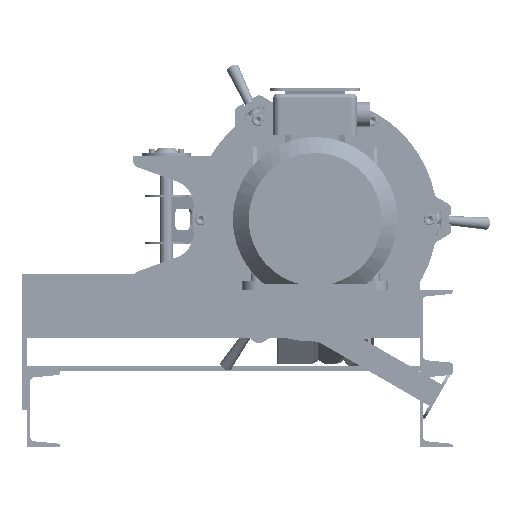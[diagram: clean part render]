
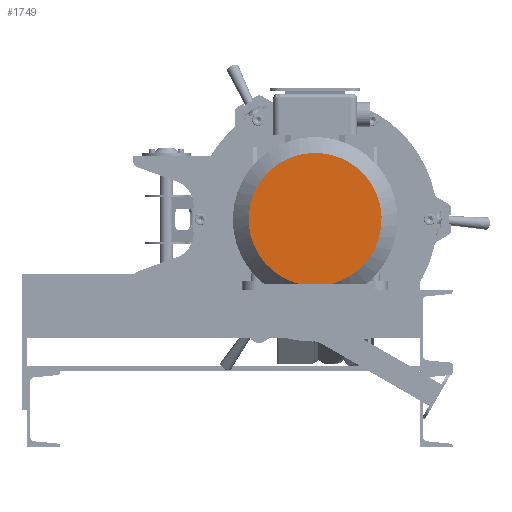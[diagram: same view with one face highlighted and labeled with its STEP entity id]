
A CAD part, left-side view. The second image highlights one B-rep face of the part: STEP entity #1749.
In plain terms, the highlighted free-form (B-spline) face has degree [1, 1] with [2, 2] control points.
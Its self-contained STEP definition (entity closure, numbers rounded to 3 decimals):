
#894 = VERTEX_POINT('',#895);
#895 = CARTESIAN_POINT('',(-639.945,-32.058,
    -119.522));
#946 = EDGE_CURVE('',#947,#894,#949,.T.);
#947 = VERTEX_POINT('',#948);
#948 = CARTESIAN_POINT('',(-639.945,32.058,
    -119.522));
#949 = B_SPLINE_CURVE_WITH_KNOTS('',1,(#950,#951),.UNSPECIFIED.,.F.,.F.,
  (2,2),(0.,54.403),.PIECEWISE_BEZIER_KNOTS.);
#950 = CARTESIAN_POINT('',(-639.945,32.058,
    -119.522));
#951 = CARTESIAN_POINT('',(-639.945,-32.058,
    -119.522));
#1724 = EDGE_CURVE('',#894,#947,#1725,.T.);
#1725 = ( BOUNDED_CURVE() B_SPLINE_CURVE(2,(#1726,#1727,#1728,#1729,
#1730,#1731,#1732),.UNSPECIFIED.,.F.,.F.) B_SPLINE_CURVE_WITH_KNOTS((3,2
    ,2,3),(0.,1.92,3.839,5.759),
.PIECEWISE_BEZIER_KNOTS.) CURVE() GEOMETRIC_REPRESENTATION_ITEM() 
RATIONAL_B_SPLINE_CURVE((1.,0.574,1.,0.574,1.,
0.574,1.)) REPRESENTATION_ITEM('') );
#1726 = CARTESIAN_POINT('',(-639.945,-32.058,
    -119.522));
#1727 = CARTESIAN_POINT('',(-639.945,-202.722,
    -73.746));
#1728 = CARTESIAN_POINT('',(-639.945,-101.361,
    70.986));
#1729 = CARTESIAN_POINT('',(-639.945,0.,
    215.719));
#1730 = CARTESIAN_POINT('',(-639.945,101.361,
    70.986));
#1731 = CARTESIAN_POINT('',(-639.945,202.722,
    -73.746));
#1732 = CARTESIAN_POINT('',(-639.945,32.058,
    -119.522));
#1749 = ADVANCED_FACE('',(#1750),#1754,.T.);
#1750 = FACE_BOUND('',#1751,.T.);
#1751 = EDGE_LOOP('',(#1752,#1753));
#1752 = ORIENTED_EDGE('',*,*,#1724,.T.);
#1753 = ORIENTED_EDGE('',*,*,#946,.T.);
#1754 = B_SPLINE_SURFACE_WITH_KNOTS('',1,1,(
    (#1755,#1756)
    ,(#1757,#1758
    )),.UNSPECIFIED.,.F.,.F.,.F.,(2,2),(2,2),(-105.,105.),(
    -101.415,105.),.PIECEWISE_BEZIER_KNOTS.);
#1755 = CARTESIAN_POINT('',(-639.945,123.746,
    -119.522));
#1756 = CARTESIAN_POINT('',(-639.945,123.746,
    123.746));
#1757 = CARTESIAN_POINT('',(-639.945,-123.746,
    -119.522));
#1758 = CARTESIAN_POINT('',(-639.945,-123.746,
    123.746));
